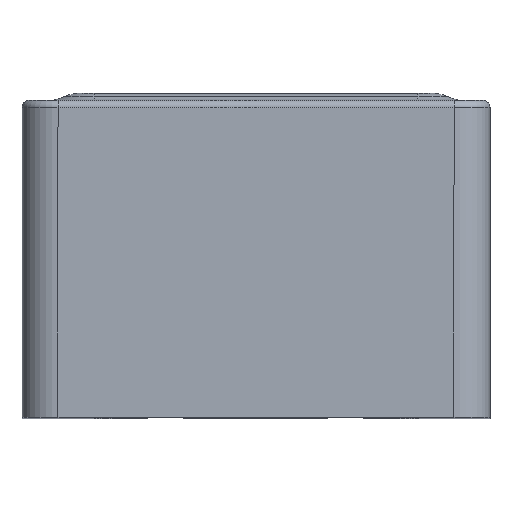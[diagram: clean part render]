
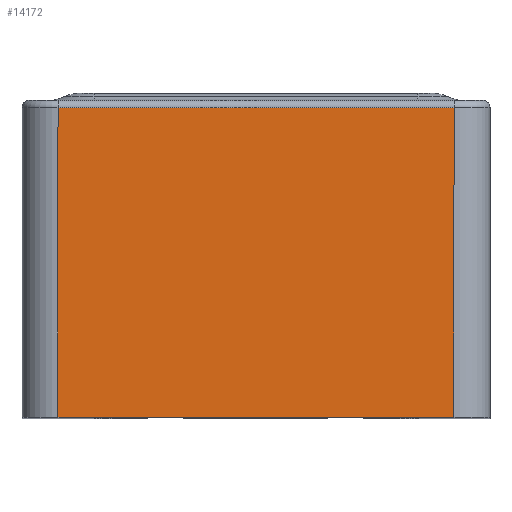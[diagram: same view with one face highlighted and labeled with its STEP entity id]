
A CAD part, top view. The second image highlights one B-rep face of the part: STEP entity #14172.
In plain terms, the highlighted planar face has unit normal (0, 0, 1).
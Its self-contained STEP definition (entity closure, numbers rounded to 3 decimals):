
#67 = EDGE_CURVE ( 'NONE', #354, #6327, #6574, .T. ) ;
#354 = VERTEX_POINT ( 'NONE', #2608 ) ;
#633 = ORIENTED_EDGE ( 'NONE', *, *, #67, .T. ) ;
#839 = DIRECTION ( 'NONE',  ( 0., 0., 1. ) ) ;
#1024 = VERTEX_POINT ( 'NONE', #12082 ) ;
#1772 = ORIENTED_EDGE ( 'NONE', *, *, #9013, .T. ) ;
#1955 = CARTESIAN_POINT ( 'NONE',  ( 0., 0., 25. ) ) ;
#2008 = ORIENTED_EDGE ( 'NONE', *, *, #7207, .T. ) ;
#2608 = CARTESIAN_POINT ( 'NONE',  ( -5.5, 4.1, 25. ) ) ;
#2813 = VECTOR ( 'NONE', #11119, 1000. ) ;
#3222 = CARTESIAN_POINT ( 'NONE',  ( 5.5, 4.3, 25. ) ) ;
#3233 = CARTESIAN_POINT ( 'NONE',  ( -5.5, -4.5, 25. ) ) ;
#4327 = EDGE_LOOP ( 'NONE', ( #1772, #6081, #633, #2008 ) ) ;
#4829 = VECTOR ( 'NONE', #10971, 1000. ) ;
#5013 = VECTOR ( 'NONE', #10421, 1000. ) ;
#5684 = LINE ( 'NONE', #10173, #2813 ) ;
#6081 = ORIENTED_EDGE ( 'NONE', *, *, #9668, .T. ) ;
#6327 = VERTEX_POINT ( 'NONE', #7045 ) ;
#6574 = LINE ( 'NONE', #3233, #4829 ) ;
#7045 = CARTESIAN_POINT ( 'NONE',  ( -5.5, -4.5, 25. ) ) ;
#7207 = EDGE_CURVE ( 'NONE', #6327, #1024, #5684, .T. ) ;
#8528 = CARTESIAN_POINT ( 'NONE',  ( -5.5, 4.1, 25. ) ) ;
#9013 = EDGE_CURVE ( 'NONE', #1024, #10163, #13308, .T. ) ;
#9238 = VECTOR ( 'NONE', #10826, 1000. ) ;
#9623 = AXIS2_PLACEMENT_3D ( 'NONE', #1955, #839, #13270 ) ;
#9668 = EDGE_CURVE ( 'NONE', #10163, #354, #11672, .T. ) ;
#9909 = PLANE ( 'NONE',  #9623 ) ;
#10163 = VERTEX_POINT ( 'NONE', #12860 ) ;
#10173 = CARTESIAN_POINT ( 'NONE',  ( -6.5, -4.5, 25. ) ) ;
#10421 = DIRECTION ( 'NONE',  ( -1., 0., 0. ) ) ;
#10826 = DIRECTION ( 'NONE',  ( 0., 1., 0. ) ) ;
#10971 = DIRECTION ( 'NONE',  ( 0., -1., 0. ) ) ;
#11119 = DIRECTION ( 'NONE',  ( 1., 0., 0. ) ) ;
#11672 = LINE ( 'NONE', #8528, #5013 ) ;
#12039 = FACE_OUTER_BOUND ( 'NONE', #4327, .T. ) ;
#12082 = CARTESIAN_POINT ( 'NONE',  ( 5.5, -4.5, 25. ) ) ;
#12860 = CARTESIAN_POINT ( 'NONE',  ( 5.5, 4.1, 25. ) ) ;
#13270 = DIRECTION ( 'NONE',  ( 1., 0., 0. ) ) ;
#13308 = LINE ( 'NONE', #3222, #9238 ) ;
#14172 = ADVANCED_FACE ( 'NONE', ( #12039 ), #9909, .T. ) ;
